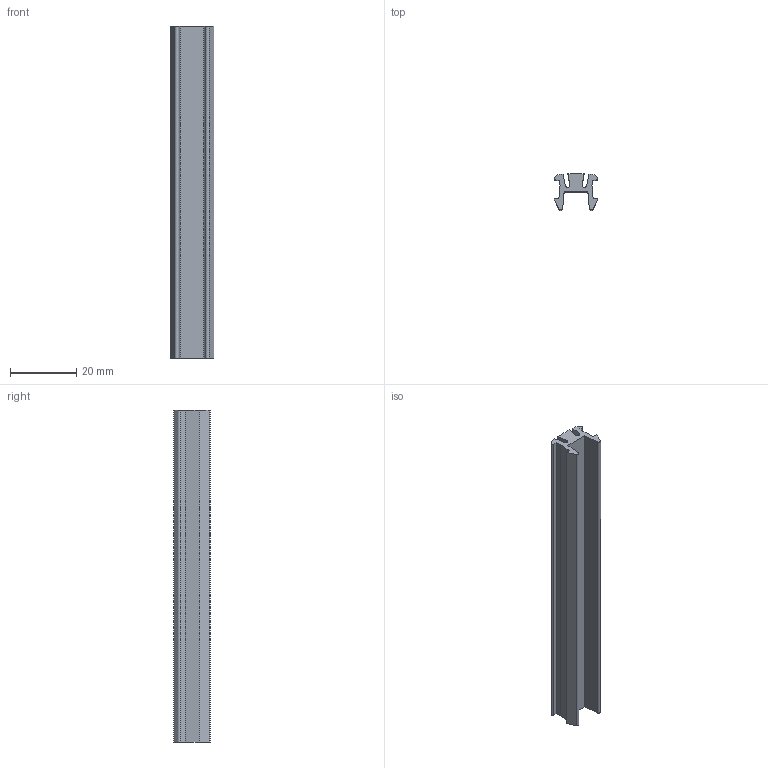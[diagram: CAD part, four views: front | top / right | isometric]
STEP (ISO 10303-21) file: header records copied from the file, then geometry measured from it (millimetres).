
FILE_DESCRIPTION(/* description */ ('GUARN. COPRICAVA 10 PVC SEMIRIGID GRIGIA'),/* implementation_level */ '2;1');
FILE_NAME(/* name */ 'CGUCA0000001.stp',/* time_stamp */ '2020-07-14T10:42:14+02:00',/* author */ ('tecnico5'),/* organization */ (''),/* preprocessor_version */ 'ST-DEVELOPER v17.2',/* originating_system */ 'Autodesk Inventor 2019',/* authorisation */ '');
FILE_SCHEMA (('AUTOMOTIVE_DESIGN { 1 0 10303 214 3 1 1 }'));
Length unit declared in the file: millimetre
Products named in the file (1): CGUCA0000001
Bounding box: 13 x 11 x 100 mm (x, y, z)
Volume: 6384.6 mm3; surface area: 7503.8 mm2
Topology: 1 solids, 1 shells, 30 faces, 142 edges, 170 vertices
Faces by surface type: plane 21, cylinder 9
Entity records: 1338 total; most frequent: CARTESIAN_POINT 305, DIRECTION 200, ORIENTED_EDGE 168, EDGE_CURVE 84, AXIS2_PLACEMENT_3D 67, LINE 66, VECTOR 66, VERTEX_POINT 56
